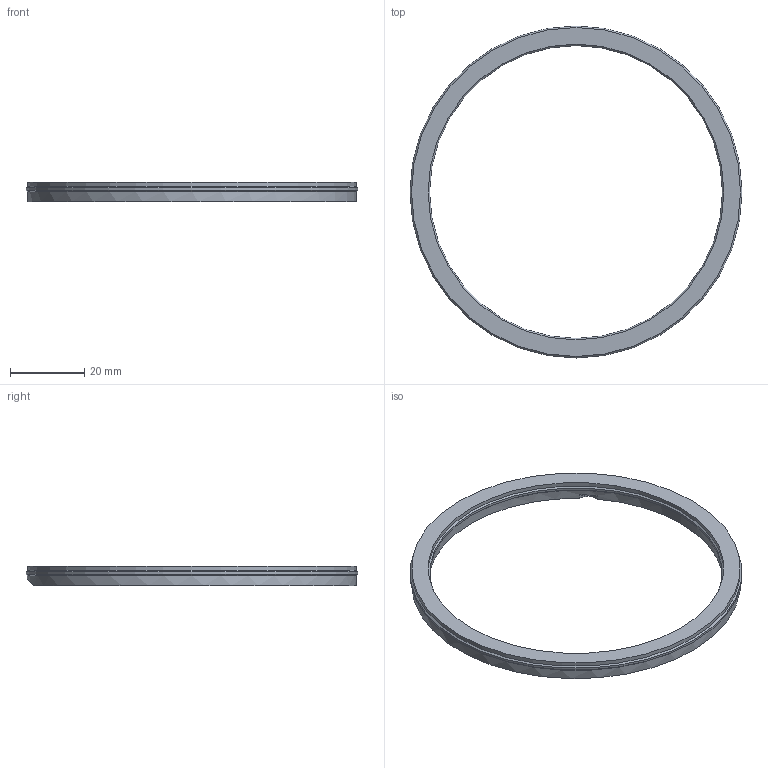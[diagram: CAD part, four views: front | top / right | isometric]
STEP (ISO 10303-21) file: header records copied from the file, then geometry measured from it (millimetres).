
FILE_DESCRIPTION(/* description */ (''),/* implementation_level */ '2;1');
FILE_NAME(/* name */ 'Top Plate MM Diffuser Ring.step',/* time_stamp */ '2025-06-05T18:24:59+01:00',/* author */ (''),/* organization */ (''),/* preprocessor_version */ 'ST-DEVELOPER v20.1',/* originating_system */ 'Autodesk Translation Framework v14.10.0.0',/* authorisation */ '');
FILE_SCHEMA (('AUTOMOTIVE_DESIGN { 1 0 10303 214 3 1 1 }'));
Length unit declared in the file: millimetre
Products named in the file (2): UFO Template; Diffuser PIP
Assembly tree (1 placements, depth 2):
  UFO Template
    Diffuser PIP
Bounding box: 89.6 x 89.6 x 5.2 mm (x, y, z)
Volume: 6379.1 mm3; surface area: 5290.7 mm2
Topology: 1 solids, 1 shells, 21 faces, 51 edges, 32 vertices
Faces by surface type: cylinder 10, cone 8, plane 3
Full cylindrical faces by diameter (mm): 79 x1, 79.8 x2, 88.8 x2, 89.6 x1
Entity records: 741 total; most frequent: CARTESIAN_POINT 175, DIRECTION 122, ORIENTED_EDGE 102, EDGE_CURVE 51, AXIS2_PLACEMENT_3D 51, VERTEX_POINT 32, CIRCLE 25, EDGE_LOOP 23
